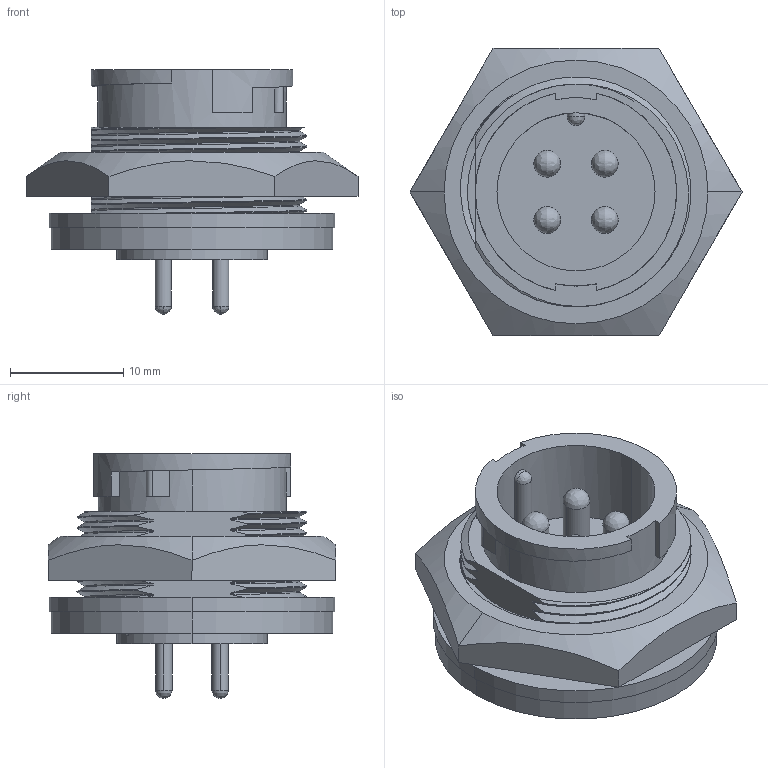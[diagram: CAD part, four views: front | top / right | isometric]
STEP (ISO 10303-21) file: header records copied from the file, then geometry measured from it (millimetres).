
FILE_DESCRIPTION (( 'STEP AP203' ), '1' );
FILE_NAME ('4181-4PG-300.STEP', '2018-06-27T20:39:22', ( '' ), ( '' ), 'SwSTEP 2.0', 'SolidWorks 2017', '' );
FILE_SCHEMA (( 'CONFIG_CONTROL_DESIGN' ));
Length unit declared in the file: inch
Products named in the file (1): 4181-4PG-300
Bounding box: 29.33 x 25.4 x 21.62 mm (x, y, z)
Volume: 4944.7 mm3; surface area: 4194 mm2
Topology: 2 solids, 2 shells, 134 faces, 376 edges, 234 vertices
Faces by surface type: cylinder 63, bspline 39, plane 30, cone 2
Entity records: 11031 total; most frequent: CARTESIAN_POINT 8014, ORIENTED_EDGE 700, DIRECTION 516, EDGE_CURVE 350, VERTEX_POINT 234, AXIS2_PLACEMENT_3D 197, EDGE_LOOP 150, FACE_OUTER_BOUND 134
